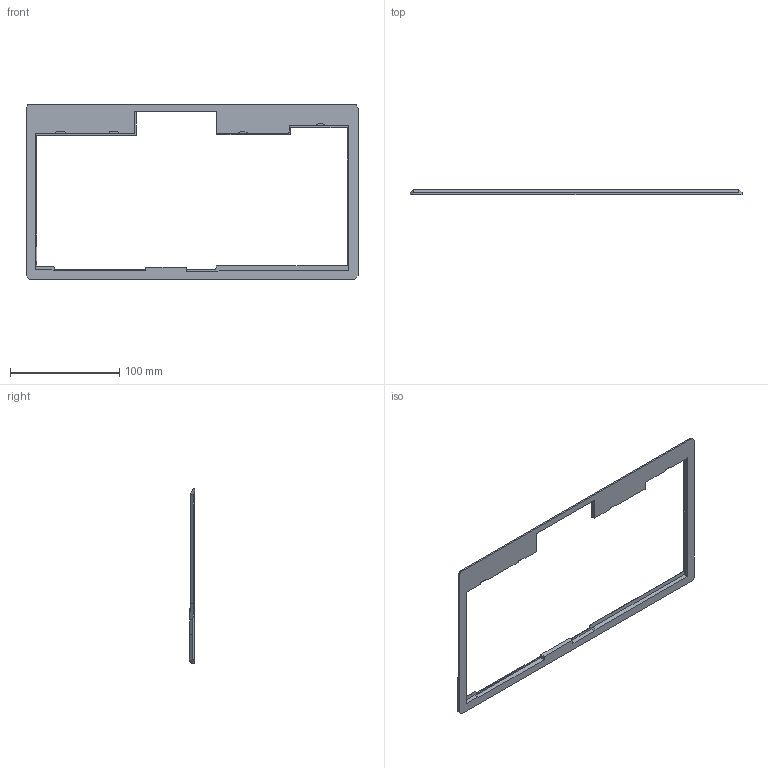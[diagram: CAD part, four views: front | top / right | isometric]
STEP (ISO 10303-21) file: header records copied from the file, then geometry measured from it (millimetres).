
FILE_DESCRIPTION(/* description */ (''),/* implementation_level */ '2;1');
FILE_NAME(/* name */ 'bezel3.stp',/* time_stamp */ '2022-10-25T23:48:34+01:00',/* author */ ('benka'),/* organization */ (''),/* preprocessor_version */ 'ST-DEVELOPER v18.1',/* originating_system */ 'Autodesk Inventor 2022',/* authorisation */ '');
FILE_SCHEMA (('CONFIG_CONTROL_DESIGN'));
Length unit declared in the file: millimetre
Products named in the file (1): Bezel
Bounding box: 303.6 x 5.33 x 159.53 mm (x, y, z)
Volume: 45993.4 mm3; surface area: 30943.3 mm2
Topology: 1 solids, 1 shells, 98 faces, 268 edges, 171 vertices
Faces by surface type: plane 73, cylinder 14, cone 8, bspline 3
Entity records: 3209 total; most frequent: CARTESIAN_POINT 609, ORIENTED_EDGE 536, DIRECTION 488, EDGE_CURVE 268, LINE 222, VECTOR 222, VERTEX_POINT 171, AXIS2_PLACEMENT_3D 133
